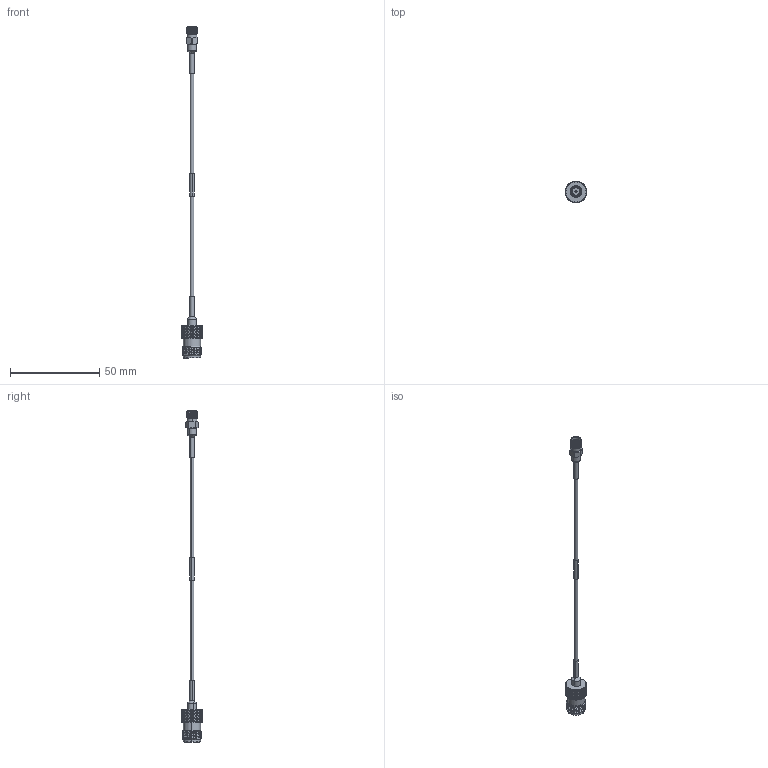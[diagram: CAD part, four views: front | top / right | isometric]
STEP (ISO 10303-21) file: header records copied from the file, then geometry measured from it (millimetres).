
FILE_DESCRIPTION (( 'STEP AP214' ), '1' );
FILE_NAME ('LCCA30564.step', '2020-06-22T20:25:13', ( '' ), ( '' ), 'SwSTEP 2.0', 'SolidWorks 2018', '' );
FILE_SCHEMA (( 'AUTOMOTIVE_DESIGN' ));
Length unit declared in the file: inch
Products named in the file (6): 1AW01-002_.08 ID; LCCN3062; LCCN3044_HS; LC085TB (085 FORMABLE); LCCN3046; LCCA30564
Assembly tree (6 placements, depth 2):
  LCCA30564
    LC085TB (085 FORMABLE)
    1AW01-002_.08 ID
    LCCN3044_HS  x2
    LCCN3046
    LCCN3062
Bounding box: 11.99 x 11.99 x 185.9 mm (x, y, z)
Volume: 2451.4 mm3; surface area: 3382.2 mm2
Topology: 6 solids, 6 shells, 1784 faces, 3823 edges, 2064 vertices
Faces by surface type: bspline 1290, cylinder 400, plane 55, cone 37, torus 2
Entity records: 64696 total; most frequent: CARTESIAN_POINT 40576, ORIENTED_EDGE 7618, EDGE_CURVE 3809, VERTEX_POINT 2056, EDGE_LOOP 1791, ADVANCED_FACE 1776, FACE_OUTER_BOUND 1776, DIRECTION 1677
